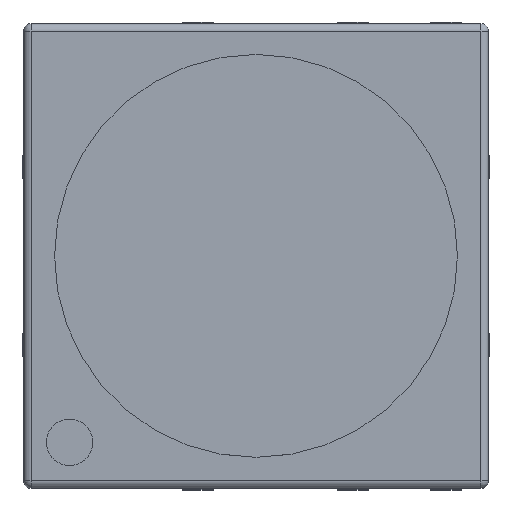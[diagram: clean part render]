
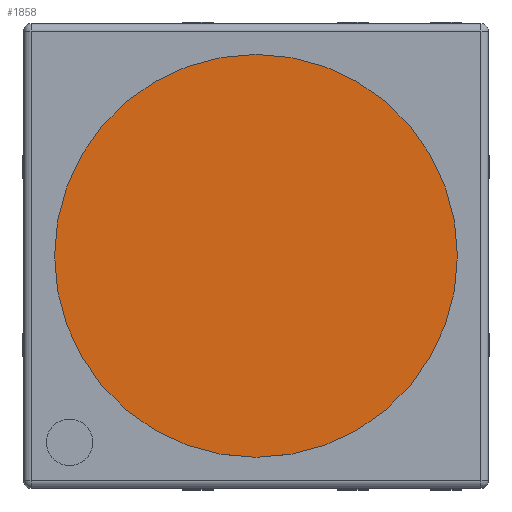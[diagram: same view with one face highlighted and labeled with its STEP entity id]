
A CAD part, top view. The second image highlights one B-rep face of the part: STEP entity #1858.
In plain terms, the highlighted planar face has unit normal (0, 0, 1).
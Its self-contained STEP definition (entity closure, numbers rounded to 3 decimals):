
#64=PLANE('',#2042);
#615=FACE_OUTER_BOUND('',#739,.T.);
#739=EDGE_LOOP('',(#1477));
#855=CIRCLE('',#2040,1.3);
#927=VERTEX_POINT('',#2875);
#1128=EDGE_CURVE('',#927,#927,#855,.T.);
#1477=ORIENTED_EDGE('',*,*,#1128,.T.);
#1858=ADVANCED_FACE('',(#615),#64,.T.);
#2040=AXIS2_PLACEMENT_3D('',#2876,#2341,#2342);
#2042=AXIS2_PLACEMENT_3D('',#2880,#2346,#2347);
#2341=DIRECTION('center_axis',(0.,0.,1.));
#2342=DIRECTION('ref_axis',(-1.,0.,0.));
#2346=DIRECTION('center_axis',(0.,0.,1.));
#2347=DIRECTION('ref_axis',(-1.,0.,0.));
#2875=CARTESIAN_POINT('',(1.3,0.,0.53));
#2876=CARTESIAN_POINT('Origin',(0.,0.,0.53));
#2880=CARTESIAN_POINT('Origin',(0.,0.,0.53));
